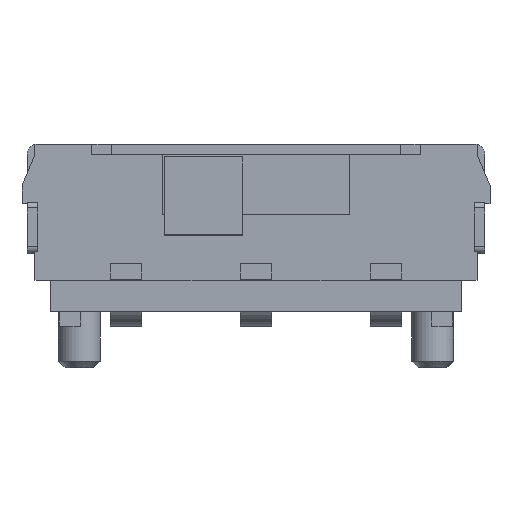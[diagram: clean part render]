
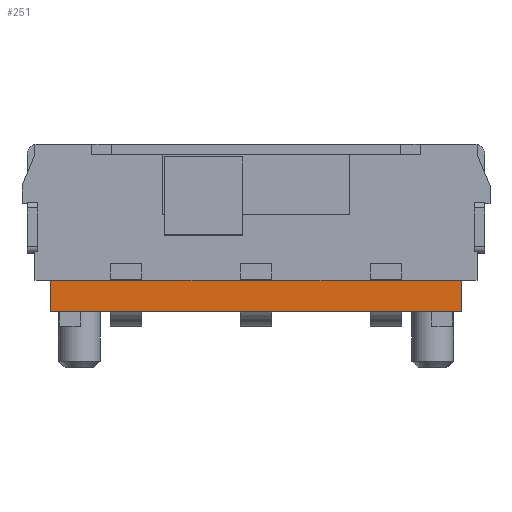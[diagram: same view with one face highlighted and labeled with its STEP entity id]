
A CAD part, top view. The second image highlights one B-rep face of the part: STEP entity #251.
In plain terms, the highlighted planar face has unit normal (0, 0, 1).
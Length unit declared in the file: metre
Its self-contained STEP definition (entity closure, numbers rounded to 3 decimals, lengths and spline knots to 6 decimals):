
#251 = ADVANCED_FACE( '', ( #748 ), #749, .F. );
#748 = FACE_OUTER_BOUND( '', #1359, .T. );
#749 = PLANE( '', #1360 );
#1359 = EDGE_LOOP( '', ( #3509, #3510, #3511, #3512, #3513, #3514, #3515, #3516, #3517, #3518, #3519, #3520, #3521, #3522, #3523, #3524 ) );
#1360 = AXIS2_PLACEMENT_3D( '', #3525, #3526, #3527 );
#3509 = ORIENTED_EDGE( '', *, *, #4899, .F. );
#3510 = ORIENTED_EDGE( '', *, *, #4900, .F. );
#3511 = ORIENTED_EDGE( '', *, *, #4394, .F. );
#3512 = ORIENTED_EDGE( '', *, *, #4272, .T. );
#3513 = ORIENTED_EDGE( '', *, *, #4801, .T. );
#3514 = ORIENTED_EDGE( '', *, *, #4466, .F. );
#3515 = ORIENTED_EDGE( '', *, *, #4901, .T. );
#3516 = ORIENTED_EDGE( '', *, *, #4329, .F. );
#3517 = ORIENTED_EDGE( '', *, *, #4599, .F. );
#3518 = ORIENTED_EDGE( '', *, *, #4607, .F. );
#3519 = ORIENTED_EDGE( '', *, *, #4902, .T. );
#3520 = ORIENTED_EDGE( '', *, *, #4197, .F. );
#3521 = ORIENTED_EDGE( '', *, *, #4903, .F. );
#3522 = ORIENTED_EDGE( '', *, *, #4904, .F. );
#3523 = ORIENTED_EDGE( '', *, *, #4905, .T. );
#3524 = ORIENTED_EDGE( '', *, *, #4634, .F. );
#3525 = CARTESIAN_POINT( '', ( -0.00425, 0., 0.00145 ) );
#3526 = DIRECTION( '', ( 0., 0., -1. ) );
#3527 = DIRECTION( '', ( 0., -1., 0. ) );
#4197 = EDGE_CURVE( '', #4980, #4981, #4982, .T. );
#4272 = EDGE_CURVE( '', #5129, #5130, #5131, .T. );
#4329 = EDGE_CURVE( '', #5235, #5238, #5239, .T. );
#4394 = EDGE_CURVE( '', #5129, #5365, #5366, .T. );
#4466 = EDGE_CURVE( '', #5490, #5492, #5493, .T. );
#4599 = EDGE_CURVE( '', #5717, #5235, #5719, .T. );
#4607 = EDGE_CURVE( '', #5728, #5717, #5730, .T. );
#4634 = EDGE_CURVE( '', #5773, #5775, #5776, .T. );
#4801 = EDGE_CURVE( '', #5130, #5492, #6040, .T. );
#4899 = EDGE_CURVE( '', #6171, #5773, #6172, .T. );
#4900 = EDGE_CURVE( '', #5365, #6171, #6173, .T. );
#4901 = EDGE_CURVE( '', #5490, #5238, #6174, .T. );
#4902 = EDGE_CURVE( '', #5728, #4981, #6175, .T. );
#4903 = EDGE_CURVE( '', #6176, #4980, #6177, .T. );
#4904 = EDGE_CURVE( '', #6178, #6176, #6179, .T. );
#4905 = EDGE_CURVE( '', #6178, #5775, #6180, .T. );
#4980 = VERTEX_POINT( '', #6273 );
#4981 = VERTEX_POINT( '', #6274 );
#4982 = LINE( '', #6275, #6276 );
#5129 = VERTEX_POINT( '', #6487 );
#5130 = VERTEX_POINT( '', #6488 );
#5131 = LINE( '', #6489, #6490 );
#5235 = VERTEX_POINT( '', #6704 );
#5238 = VERTEX_POINT( '', #6708 );
#5239 = LINE( '', #6709, #6710 );
#5365 = VERTEX_POINT( '', #6912 );
#5366 = LINE( '', #6913, #6914 );
#5490 = VERTEX_POINT( '', #7141 );
#5492 = VERTEX_POINT( '', #7144 );
#5493 = LINE( '', #7145, #7146 );
#5717 = VERTEX_POINT( '', #7513 );
#5719 = LINE( '', #7516, #7517 );
#5728 = VERTEX_POINT( '', #7532 );
#5730 = LINE( '', #7535, #7536 );
#5773 = VERTEX_POINT( '', #7600 );
#5775 = VERTEX_POINT( '', #7603 );
#5776 = LINE( '', #7604, #7605 );
#6040 = LINE( '', #8114, #8115 );
#6171 = VERTEX_POINT( '', #8340 );
#6172 = LINE( '', #8341, #8342 );
#6173 = LINE( '', #8343, #8344 );
#6174 = LINE( '', #8345, #8346 );
#6175 = LINE( '', #8347, #8348 );
#6176 = VERTEX_POINT( '', #8349 );
#6177 = LINE( '', #8350, #8351 );
#6178 = VERTEX_POINT( '', #8352 );
#6179 = LINE( '', #8353, #8354 );
#6180 = LINE( '', #8355, #8356 );
#6273 = CARTESIAN_POINT( '', ( -0.0003, 0.000595, 0.00145 ) );
#6274 = CARTESIAN_POINT( '', ( 0.0003, 0.000595, 0.00145 ) );
#6275 = CARTESIAN_POINT( '', ( -0.0003, 0.000595, 0.00145 ) );
#6276 = VECTOR( '', #8474, 1. );
#6487 = CARTESIAN_POINT( '', ( -0.00395, 0., 0.00145 ) );
#6488 = CARTESIAN_POINT( '', ( 0.00395, 0., 0.00145 ) );
#6489 = CARTESIAN_POINT( '', ( -0.00395, 0., 0.00145 ) );
#6490 = VECTOR( '', #8575, 1. );
#6704 = CARTESIAN_POINT( '', ( 0.0022, 0.000595, 0.00145 ) );
#6708 = CARTESIAN_POINT( '', ( 0.0028, 0.000595, 0.00145 ) );
#6709 = CARTESIAN_POINT( '', ( 0.0022, 0.000595, 0.00145 ) );
#6710 = VECTOR( '', #8619, 1. );
#6912 = CARTESIAN_POINT( '', ( -0.00395, 0.000604, 0.00145 ) );
#6913 = CARTESIAN_POINT( '', ( -0.00395, 0., 0.00145 ) );
#6914 = VECTOR( '', #8678, 1. );
#7141 = CARTESIAN_POINT( '', ( 0.0028, 0.000604, 0.00145 ) );
#7144 = CARTESIAN_POINT( '', ( 0.00395, 0.000604, 0.00145 ) );
#7145 = CARTESIAN_POINT( '', ( 0.0028, 0.000604, 0.00145 ) );
#7146 = VECTOR( '', #8764, 1. );
#7513 = CARTESIAN_POINT( '', ( 0.0022, 0.000604, 0.00145 ) );
#7516 = CARTESIAN_POINT( '', ( 0.0022, 0.000604, 0.00145 ) );
#7517 = VECTOR( '', #8920, 1. );
#7532 = CARTESIAN_POINT( '', ( 0.0003, 0.000604, 0.00145 ) );
#7535 = CARTESIAN_POINT( '', ( 0.0003, 0.000604, 0.00145 ) );
#7536 = VECTOR( '', #8928, 1. );
#7600 = CARTESIAN_POINT( '', ( -0.0028, 0.000595, 0.00145 ) );
#7603 = CARTESIAN_POINT( '', ( -0.0022, 0.000595, 0.00145 ) );
#7604 = CARTESIAN_POINT( '', ( -0.0028, 0.000595, 0.00145 ) );
#7605 = VECTOR( '', #8963, 1. );
#8114 = CARTESIAN_POINT( '', ( 0.00395, 0., 0.00145 ) );
#8115 = VECTOR( '', #9150, 1. );
#8340 = CARTESIAN_POINT( '', ( -0.0028, 0.000604, 0.00145 ) );
#8341 = CARTESIAN_POINT( '', ( -0.0028, 0.000604, 0.00145 ) );
#8342 = VECTOR( '', #9266, 1. );
#8343 = CARTESIAN_POINT( '', ( -0.00395, 0.000604, 0.00145 ) );
#8344 = VECTOR( '', #9267, 1. );
#8345 = CARTESIAN_POINT( '', ( 0.0028, 0.000604, 0.00145 ) );
#8346 = VECTOR( '', #9268, 1. );
#8347 = CARTESIAN_POINT( '', ( 0.0003, 0.000604, 0.00145 ) );
#8348 = VECTOR( '', #9269, 1. );
#8349 = CARTESIAN_POINT( '', ( -0.0003, 0.000604, 0.00145 ) );
#8350 = CARTESIAN_POINT( '', ( -0.0003, 0.000604, 0.00145 ) );
#8351 = VECTOR( '', #9270, 1. );
#8352 = CARTESIAN_POINT( '', ( -0.0022, 0.000604, 0.00145 ) );
#8353 = CARTESIAN_POINT( '', ( -0.0022, 0.000604, 0.00145 ) );
#8354 = VECTOR( '', #9271, 1. );
#8355 = CARTESIAN_POINT( '', ( -0.0022, 0.000604, 0.00145 ) );
#8356 = VECTOR( '', #9272, 1. );
#8474 = DIRECTION( '', ( 1., 0., 0. ) );
#8575 = DIRECTION( '', ( 1., 0., 0. ) );
#8619 = DIRECTION( '', ( 1., 0., 0. ) );
#8678 = DIRECTION( '', ( 0., 1., 0. ) );
#8764 = DIRECTION( '', ( 1., 0., 0. ) );
#8920 = DIRECTION( '', ( 0., -1., 0. ) );
#8928 = DIRECTION( '', ( 1., 0., 0. ) );
#8963 = DIRECTION( '', ( 1., 0., 0. ) );
#9150 = DIRECTION( '', ( 0., 1., 0. ) );
#9266 = DIRECTION( '', ( 0., -1., 0. ) );
#9267 = DIRECTION( '', ( 1., 0., 0. ) );
#9268 = DIRECTION( '', ( 0., -1., 0. ) );
#9269 = DIRECTION( '', ( 0., -1., 0. ) );
#9270 = DIRECTION( '', ( 0., -1., 0. ) );
#9271 = DIRECTION( '', ( 1., 0., 0. ) );
#9272 = DIRECTION( '', ( 0., -1., 0. ) );
